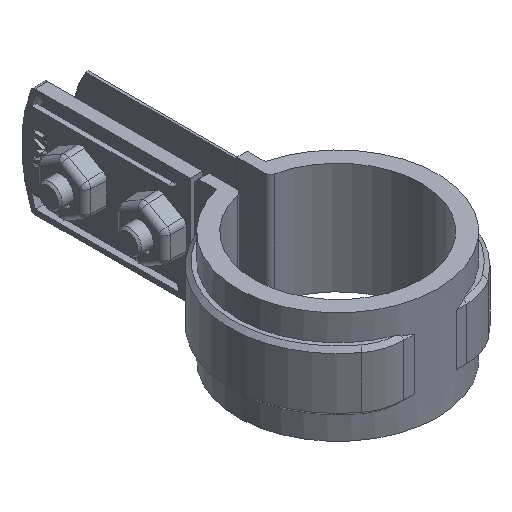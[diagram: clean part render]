
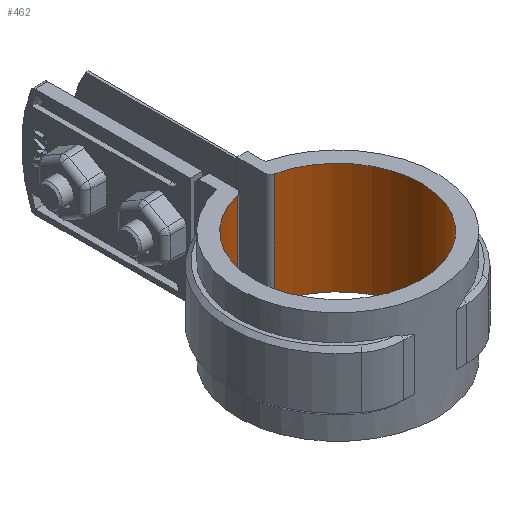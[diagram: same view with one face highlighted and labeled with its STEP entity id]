
A CAD part, isometric view. The second image highlights one B-rep face of the part: STEP entity #462.
In plain terms, the highlighted cylindrical face has radius 21 mm (diameter 42 mm), a partial arc.
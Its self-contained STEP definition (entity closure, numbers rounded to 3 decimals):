
#462 = ADVANCED_FACE( '', ( #920 ), #921, .F. );
#920 = FACE_OUTER_BOUND( '', #2044, .T. );
#921 = CYLINDRICAL_SURFACE( '', #2045, 21. );
#2044 = EDGE_LOOP( '', ( #4285, #4286, #4287, #4288 ) );
#2045 = AXIS2_PLACEMENT_3D( '', #4289, #4290, #4291 );
#4285 = ORIENTED_EDGE( '', *, *, #6667, .F. );
#4286 = ORIENTED_EDGE( '', *, *, #6691, .T. );
#4287 = ORIENTED_EDGE( '', *, *, #6680, .T. );
#4288 = ORIENTED_EDGE( '', *, *, #6690, .T. );
#4289 = CARTESIAN_POINT( '', ( 0., 0., -86.811 ) );
#4290 = DIRECTION( '', ( 0., 0., -1. ) );
#4291 = DIRECTION( '', ( -1., 0., 0. ) );
#6667 = EDGE_CURVE( '', #7816, #7808, #7818, .F. );
#6680 = EDGE_CURVE( '', #7839, #7837, #7840, .F. );
#6690 = EDGE_CURVE( '', #7837, #7808, #7852, .F. );
#6691 = EDGE_CURVE( '', #7816, #7839, #7853, .T. );
#7808 = VERTEX_POINT( '', #11094 );
#7816 = VERTEX_POINT( '', #11105 );
#7818 = CIRCLE( '', #11107, 21. );
#7837 = VERTEX_POINT( '', #11137 );
#7839 = VERTEX_POINT( '', #11139 );
#7840 = CIRCLE( '', #11140, 21. );
#7852 = LINE( '', #11156, #11157 );
#7853 = LINE( '', #11158, #11159 );
#11094 = CARTESIAN_POINT( '', ( 4.667, 20.475, -26.5 ) );
#11105 = CARTESIAN_POINT( '', ( -4.667, 20.475, -26.5 ) );
#11107 = AXIS2_PLACEMENT_3D( '', #13044, #13045, #13046 );
#11137 = CARTESIAN_POINT( '', ( 4.667, 20.475, 1.5 ) );
#11139 = CARTESIAN_POINT( '', ( -4.667, 20.475, 1.5 ) );
#11140 = AXIS2_PLACEMENT_3D( '', #13061, #13062, #13063 );
#11156 = CARTESIAN_POINT( '', ( 4.667, 20.475, -86.811 ) );
#11157 = VECTOR( '', #13083, 1000. );
#11158 = CARTESIAN_POINT( '', ( -4.667, 20.475, -86.811 ) );
#11159 = VECTOR( '', #13084, 1000. );
#13044 = CARTESIAN_POINT( '', ( 0., 0., -26.5 ) );
#13045 = DIRECTION( '', ( 0., 0., -1. ) );
#13046 = DIRECTION( '', ( -1., 0., 0. ) );
#13061 = CARTESIAN_POINT( '', ( 0., 0., 1.5 ) );
#13062 = DIRECTION( '', ( 0., 0., -1. ) );
#13063 = DIRECTION( '', ( -1., 0., 0. ) );
#13083 = DIRECTION( '', ( 0., 0., 1. ) );
#13084 = DIRECTION( '', ( 0., 0., 1. ) );
